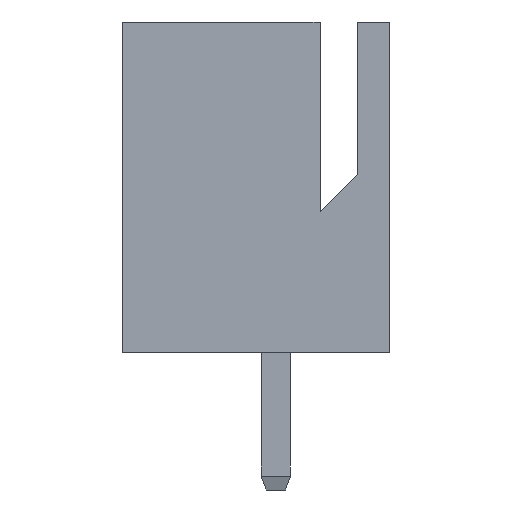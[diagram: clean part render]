
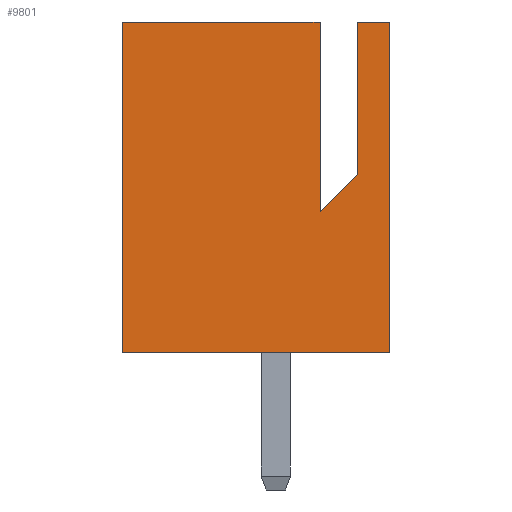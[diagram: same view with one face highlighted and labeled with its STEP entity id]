
A CAD part, left-side view. The second image highlights one B-rep face of the part: STEP entity #9801.
In plain terms, the highlighted planar face has unit normal (-1, 0, 0).
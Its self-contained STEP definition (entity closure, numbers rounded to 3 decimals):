
#611=ORIENTED_EDGE('',*,*,#2573,.T.);
#612=ORIENTED_EDGE('',*,*,#2574,.T.);
#613=ORIENTED_EDGE('',*,*,#2575,.T.);
#614=ORIENTED_EDGE('',*,*,#2432,.T.);
#615=ORIENTED_EDGE('',*,*,#2572,.F.);
#616=ORIENTED_EDGE('',*,*,#2439,.F.);
#617=ORIENTED_EDGE('',*,*,#2371,.T.);
#618=ORIENTED_EDGE('',*,*,#2576,.T.);
#2371=EDGE_CURVE('',#3382,#3381,#4021,.T.);
#2432=EDGE_CURVE('',#3405,#3438,#4082,.T.);
#2439=EDGE_CURVE('',#3382,#3444,#4089,.T.);
#2572=EDGE_CURVE('',#3444,#3438,#4222,.T.);
#2573=EDGE_CURVE('',#3543,#3544,#4223,.T.);
#2574=EDGE_CURVE('',#3544,#3545,#4224,.T.);
#2575=EDGE_CURVE('',#3545,#3405,#4225,.T.);
#2576=EDGE_CURVE('',#3381,#3543,#4226,.T.);
#3381=VERTEX_POINT('',#12140);
#3382=VERTEX_POINT('',#12142);
#3405=VERTEX_POINT('',#12196);
#3438=VERTEX_POINT('',#12263);
#3444=VERTEX_POINT('',#12278);
#3543=VERTEX_POINT('',#12536);
#3544=VERTEX_POINT('',#12537);
#3545=VERTEX_POINT('',#12539);
#4021=LINE('',#12141,#4767);
#4082=LINE('',#12264,#4828);
#4089=LINE('',#12277,#4835);
#4222=LINE('',#12533,#4968);
#4223=LINE('',#12535,#4969);
#4224=LINE('',#12538,#4970);
#4225=LINE('',#12540,#4971);
#4226=LINE('',#12541,#4972);
#4767=VECTOR('',#10617,1000.);
#4828=VECTOR('',#10688,1000.);
#4835=VECTOR('',#10697,1000.);
#4968=VECTOR('',#10878,1000.);
#4969=VECTOR('',#10881,1000.);
#4970=VECTOR('',#10882,1000.);
#4971=VECTOR('',#10883,1000.);
#4972=VECTOR('',#10884,1000.);
#5539=EDGE_LOOP('',(#611,#612,#613,#614,#615,#616,#617,#618));
#5989=FACE_BOUND('',#5539,.T.);
#6439=PLANE('',#10251);
#9801=ADVANCED_FACE('',(#5989),#6439,.T.);
#10251=AXIS2_PLACEMENT_3D('',#12534,#10879,#10880);
#10617=DIRECTION('',(0.,1.,0.));
#10688=DIRECTION('',(0.,0.,-1.));
#10697=DIRECTION('',(0.,0.,-1.));
#10878=DIRECTION('',(0.,1.,0.));
#10879=DIRECTION('',(-1.,0.,0.));
#10880=DIRECTION('',(0.,0.,1.));
#10881=DIRECTION('',(0.,0.707,-0.707));
#10882=DIRECTION('',(0.,0.,1.));
#10883=DIRECTION('',(0.,1.,0.));
#10884=DIRECTION('',(0.,0.,-1.));
#12140=CARTESIAN_POINT('',(-12.337,-1.778,7.214));
#12141=CARTESIAN_POINT('',(-12.337,-2.489,7.214));
#12142=CARTESIAN_POINT('',(-12.337,-2.489,7.214));
#12196=CARTESIAN_POINT('',(-12.337,3.353,7.214));
#12263=CARTESIAN_POINT('',(-12.337,3.353,0.));
#12264=CARTESIAN_POINT('',(-12.337,3.353,0.711));
#12277=CARTESIAN_POINT('',(-12.337,-2.489,0.711));
#12278=CARTESIAN_POINT('',(-12.337,-2.489,0.));
#12533=CARTESIAN_POINT('',(-12.337,-2.489,0.));
#12534=CARTESIAN_POINT('',(-12.337,-2.489,0.711));
#12535=CARTESIAN_POINT('',(-12.337,-1.778,3.886));
#12536=CARTESIAN_POINT('',(-12.337,-1.778,3.886));
#12537=CARTESIAN_POINT('',(-12.337,-0.965,3.073));
#12538=CARTESIAN_POINT('',(-12.337,-0.965,3.073));
#12539=CARTESIAN_POINT('',(-12.337,-0.965,7.214));
#12540=CARTESIAN_POINT('',(-12.337,-2.489,7.214));
#12541=CARTESIAN_POINT('',(-12.337,-1.778,7.214));
